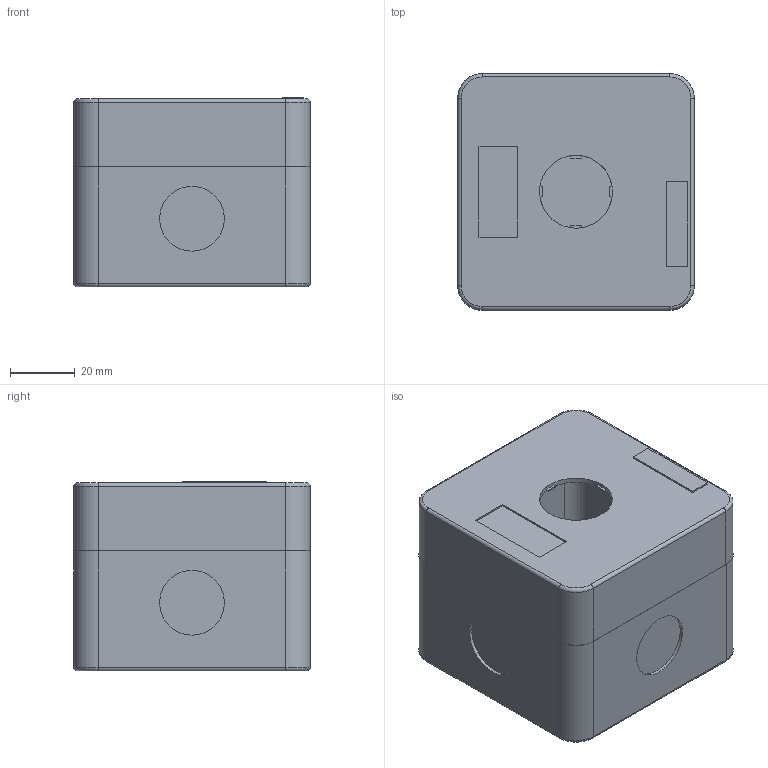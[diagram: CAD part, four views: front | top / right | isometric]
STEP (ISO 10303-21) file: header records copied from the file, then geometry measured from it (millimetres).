
FILE_DESCRIPTION((''),'2;1');
FILE_NAME('HZ_ASM','2023-08-16T',('sipei.wu'),(''),'PRO/ENGINEER BY PARAMETRIC TECHNOLOGY CORPORATION, 2015440','PRO/ENGINEER BY PARAMETRIC TECHNOLOGY CORPORATION, 2015440','');
FILE_SCHEMA(('CONFIG_CONTROL_DESIGN'));
Length unit declared in the file: millimetre
Products named in the file (3): HZDZ; HZG; HZ_ASM
Assembly tree (2 placements, depth 2):
  HZ_ASM
    HZDZ
    HZG
Bounding box: 73 x 73 x 58.5 mm (x, y, z)
Volume: 35851.7 mm3; surface area: 51580.6 mm2
Topology: 2 solids, 2 shells, 102 faces, 252 edges, 162 vertices
Faces by surface type: plane 56, cylinder 38, torus 8
Entity records: 3122 total; most frequent: DIRECTION 556, CARTESIAN_POINT 521, ORIENTED_EDGE 504, EDGE_CURVE 252, AXIS2_PLACEMENT_3D 197, VECTOR 162, LINE 162, VERTEX_POINT 162
